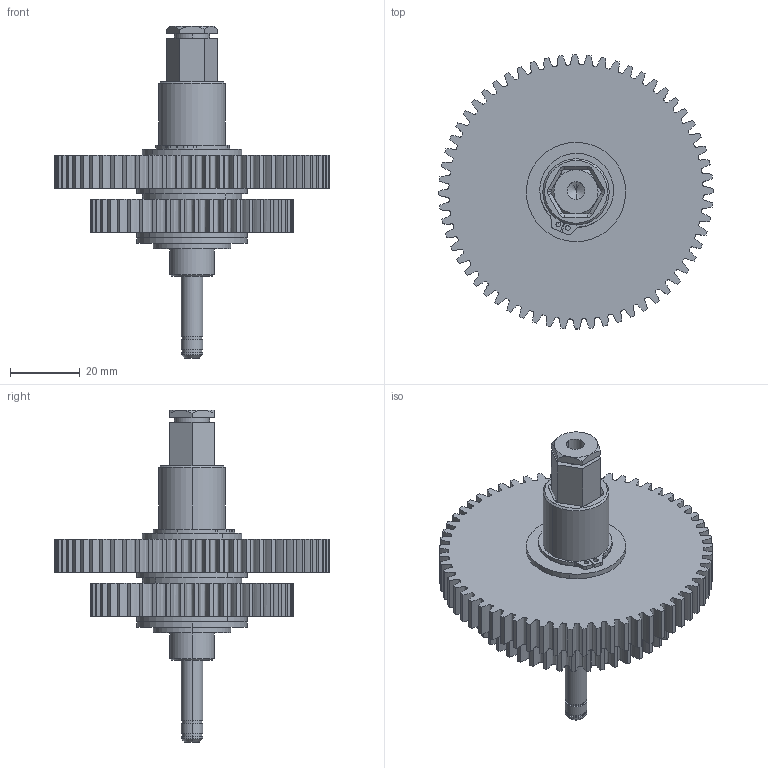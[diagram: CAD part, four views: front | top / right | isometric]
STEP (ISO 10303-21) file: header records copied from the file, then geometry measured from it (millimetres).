
FILE_DESCRIPTION (( 'STEP AP203' ), '1' );
FILE_NAME ('217-2793.20121204.STEP', '2012-12-05T04:40:46', ( 'svradm' ), ( 'Microsoft' ), 'SwSTEP 2.0', 'SolidWorks 2012', '' );
FILE_SCHEMA (( 'CONFIG_CONTROL_DESIGN' ));
Products named in the file (13): 217-2428-008 Rev1; 217-2428-028 Rev1_97633A250; 217-2428-022 Rev1; 217-2709-001_44t Steel; 217-2709-101 Rev1; 217-2713-001_60t Steel; 217-2713-101 Rev1; 217-2790-003 Rev1 ; 217-2790-004 Rev1; 217-2791-002 Rev1; 217-2791 Rev1; 217-2428-007 Rev1; 217-2793.20121204
Assembly tree (18 placements, depth 3):
  217-2793.20121204
    217-2428-008 Rev1
    217-2428-028 Rev1_97633A250
    217-2709-101 Rev1
      217-2428-022 Rev1
      217-2709-001_44t Steel
    217-2713-101 Rev1
      217-2713-001_60t Steel
      217-2428-022 Rev1
    217-2791 Rev1
      217-2790-003 Rev1 
      217-2790-004 Rev1
      217-2791-002 Rev1
    217-2428-007 Rev1  x6
Bounding box: 78.74 x 78.74 x 95.39 mm (x, y, z)
Volume: 80765.9 mm3; surface area: 37462.9 mm2
Topology: 15 solids, 15 shells, 485 faces, 1310 edges, 851 vertices
Faces by surface type: cylinder 215, bspline 104, plane 91, cone 43, sphere 24, torus 8
Entity records: 49323 total; most frequent: CARTESIAN_POINT 36651, ORIENTED_EDGE 2428, DIRECTION 2204, EDGE_CURVE 1214, AXIS2_PLACEMENT_3D 862, VERTEX_POINT 793, EDGE_LOOP 507, CIRCLE 482
